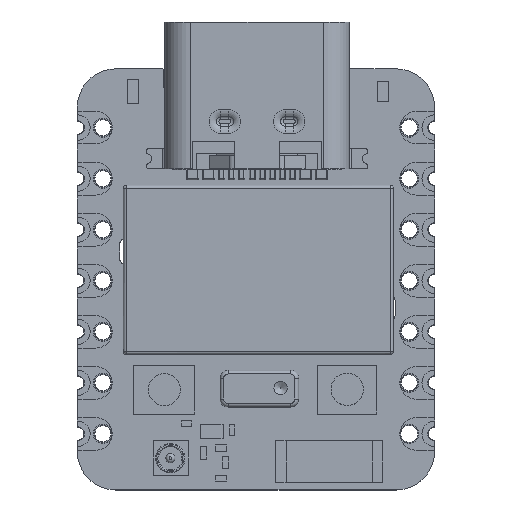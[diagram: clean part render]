
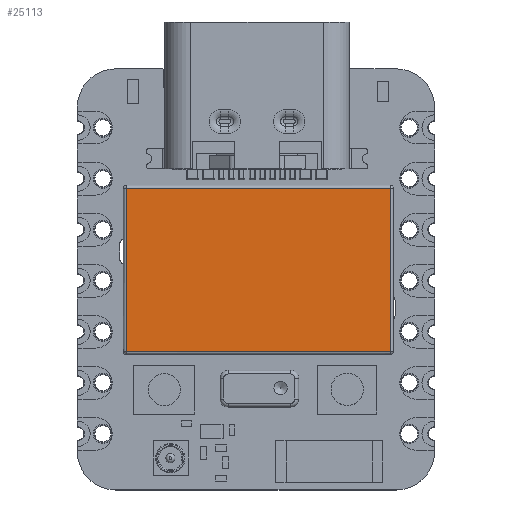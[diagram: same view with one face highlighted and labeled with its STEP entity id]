
A CAD part, top view. The second image highlights one B-rep face of the part: STEP entity #25113.
In plain terms, the highlighted planar face has unit normal (0, 0, 1).
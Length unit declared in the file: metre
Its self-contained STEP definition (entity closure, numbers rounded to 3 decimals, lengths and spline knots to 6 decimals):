
#7592=ORIENTED_EDGE('',*,*,#11591,.F.);
#7593=ORIENTED_EDGE('',*,*,#11592,.F.);
#7594=ORIENTED_EDGE('',*,*,#11593,.F.);
#7595=ORIENTED_EDGE('',*,*,#11594,.F.);
#11591=EDGE_CURVE('',#14059,#14060,#16165,.T.);
#11592=EDGE_CURVE('',#14061,#14059,#16166,.T.);
#11593=EDGE_CURVE('',#14062,#14061,#16167,.T.);
#11594=EDGE_CURVE('',#14060,#14062,#16168,.T.);
#14059=VERTEX_POINT('',#46472);
#14060=VERTEX_POINT('',#46473);
#14061=VERTEX_POINT('',#46475);
#14062=VERTEX_POINT('',#46477);
#16165=LINE('',#46471,#18375);
#16166=LINE('',#46474,#18376);
#16167=LINE('',#46476,#18377);
#16168=LINE('',#46478,#18378);
#18375=VECTOR('',#39184,1.);
#18376=VECTOR('',#39185,1.);
#18377=VECTOR('',#39186,1.);
#18378=VECTOR('',#39187,1.);
#20515=EDGE_LOOP('',(#7592,#7593,#7594,#7595));
#22460=FACE_BOUND('',#20515,.T.);
#23590=PLANE('',#32373);
#25113=ADVANCED_FACE('',(#22460),#23590,.T.);
#32373=AXIS2_PLACEMENT_3D('',#46470,#39182,#39183);
#39182=DIRECTION('',(0.,0.,1.));
#39183=DIRECTION('',(0.,1.,0.));
#39184=DIRECTION('',(-1.,0.,0.));
#39185=DIRECTION('',(0.,-1.,0.));
#39186=DIRECTION('',(1.,0.,0.));
#39187=DIRECTION('',(0.,1.,0.));
#46470=CARTESIAN_POINT('',(0.000199,0.000544,0.003522));
#46471=CARTESIAN_POINT('',(-0.003158,-0.003527,0.003522));
#46472=CARTESIAN_POINT('',(0.006772,-0.003527,0.003522));
#46473=CARTESIAN_POINT('',(-0.006375,-0.003527,0.003522));
#46474=CARTESIAN_POINT('',(0.006772,-0.001561,0.003522));
#46475=CARTESIAN_POINT('',(0.006772,0.004615,0.003522));
#46476=CARTESIAN_POINT('',(0.003555,0.004615,0.003522));
#46477=CARTESIAN_POINT('',(-0.006375,0.004615,0.003522));
#46478=CARTESIAN_POINT('',(-0.006375,0.002649,0.003522));
